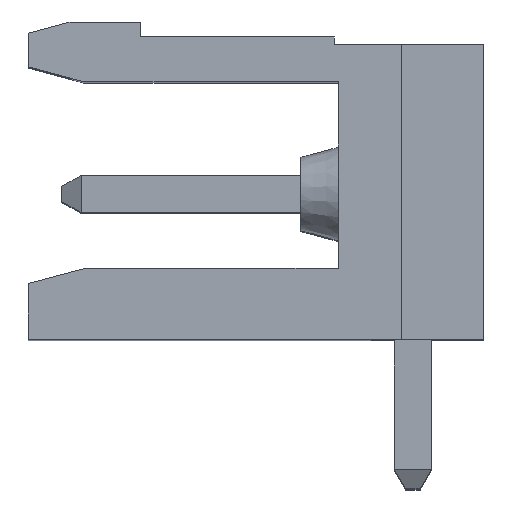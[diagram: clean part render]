
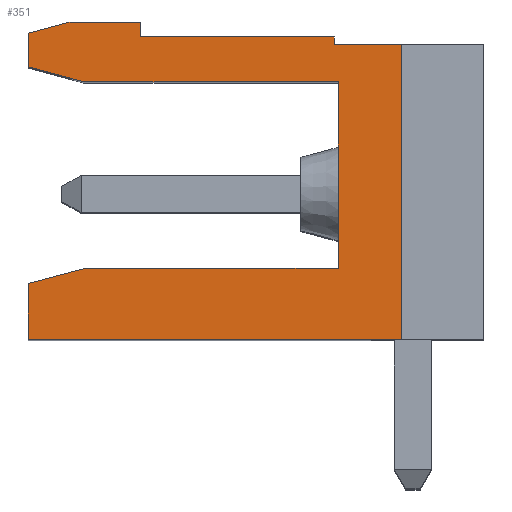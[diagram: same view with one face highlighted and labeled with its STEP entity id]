
A CAD part, top view. The second image highlights one B-rep face of the part: STEP entity #351.
In plain terms, the highlighted planar face has unit normal (0, 0, 1).
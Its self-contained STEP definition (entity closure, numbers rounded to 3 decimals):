
#351 = ADVANCED_FACE( '', ( #878 ), #879, .T. );
#878 = FACE_OUTER_BOUND( '', #1592, .T. );
#879 = PLANE( '', #1593 );
#1592 = EDGE_LOOP( '', ( #2601, #2602, #2603, #2604, #2605, #2606, #2607, #2608, #2609, #2610, #2611, #2612, #2613, #2614, #2615 ) );
#1593 = AXIS2_PLACEMENT_3D( '', #2616, #2617, #2618 );
#2601 = ORIENTED_EDGE( '', *, *, #4462, .F. );
#2602 = ORIENTED_EDGE( '', *, *, #4532, .F. );
#2603 = ORIENTED_EDGE( '', *, *, #4533, .F. );
#2604 = ORIENTED_EDGE( '', *, *, #4534, .F. );
#2605 = ORIENTED_EDGE( '', *, *, #4535, .F. );
#2606 = ORIENTED_EDGE( '', *, *, #4536, .T. );
#2607 = ORIENTED_EDGE( '', *, *, #4537, .F. );
#2608 = ORIENTED_EDGE( '', *, *, #4538, .F. );
#2609 = ORIENTED_EDGE( '', *, *, #4539, .F. );
#2610 = ORIENTED_EDGE( '', *, *, #4349, .F. );
#2611 = ORIENTED_EDGE( '', *, *, #4443, .F. );
#2612 = ORIENTED_EDGE( '', *, *, #4540, .T. );
#2613 = ORIENTED_EDGE( '', *, *, #4291, .T. );
#2614 = ORIENTED_EDGE( '', *, *, #4541, .T. );
#2615 = ORIENTED_EDGE( '', *, *, #4396, .T. );
#2616 = CARTESIAN_POINT( '', ( 194.225, 203.51, 66.04 ) );
#2617 = DIRECTION( '', ( 0., 0., 1. ) );
#2618 = DIRECTION( '', ( 1., 0., 0. ) );
#4291 = EDGE_CURVE( '', #5110, #5147, #5149, .T. );
#4349 = EDGE_CURVE( '', #5250, #5252, #5253, .T. );
#4396 = EDGE_CURVE( '', #5330, #5331, #5332, .T. );
#4443 = EDGE_CURVE( '', #5409, #5250, #5411, .T. );
#4462 = EDGE_CURVE( '', #5438, #5331, #5440, .T. );
#4532 = EDGE_CURVE( '', #5556, #5438, #5557, .T. );
#4533 = EDGE_CURVE( '', #5558, #5556, #5559, .T. );
#4534 = EDGE_CURVE( '', #5560, #5558, #5561, .T. );
#4535 = EDGE_CURVE( '', #5562, #5560, #5563, .T. );
#4536 = EDGE_CURVE( '', #5562, #5564, #5565, .T. );
#4537 = EDGE_CURVE( '', #5566, #5564, #5567, .T. );
#4538 = EDGE_CURVE( '', #5568, #5566, #5569, .T. );
#4539 = EDGE_CURVE( '', #5252, #5568, #5570, .T. );
#4540 = EDGE_CURVE( '', #5409, #5110, #5571, .T. );
#4541 = EDGE_CURVE( '', #5147, #5330, #5572, .T. );
#5110 = VERTEX_POINT( '', #6330 );
#5147 = VERTEX_POINT( '', #6385 );
#5149 = LINE( '', #6388, #6389 );
#5250 = VERTEX_POINT( '', #6531 );
#5252 = VERTEX_POINT( '', #6534 );
#5253 = LINE( '', #6535, #6536 );
#5330 = VERTEX_POINT( '', #6648 );
#5331 = VERTEX_POINT( '', #6649 );
#5332 = LINE( '', #6650, #6651 );
#5409 = VERTEX_POINT( '', #6761 );
#5411 = LINE( '', #6764, #6765 );
#5438 = VERTEX_POINT( '', #6803 );
#5440 = LINE( '', #6806, #6807 );
#5556 = VERTEX_POINT( '', #6981 );
#5557 = LINE( '', #6982, #6983 );
#5558 = VERTEX_POINT( '', #6984 );
#5559 = LINE( '', #6985, #6986 );
#5560 = VERTEX_POINT( '', #6987 );
#5561 = LINE( '', #6988, #6989 );
#5562 = VERTEX_POINT( '', #6990 );
#5563 = LINE( '', #6991, #6992 );
#5564 = VERTEX_POINT( '', #6993 );
#5565 = LINE( '', #6994, #6995 );
#5566 = VERTEX_POINT( '', #6996 );
#5567 = LINE( '', #6997, #6998 );
#5568 = VERTEX_POINT( '', #6999 );
#5569 = LINE( '', #7000, #7001 );
#5570 = LINE( '', #7002, #7003 );
#5571 = LINE( '', #7004, #7005 );
#5572 = LINE( '', #7006, #7007 );
#6330 = CARTESIAN_POINT( '', ( 197.225, 204.71, 66.04 ) );
#6385 = CARTESIAN_POINT( '', ( 195.345, 204.71, 66.04 ) );
#6388 = CARTESIAN_POINT( '', ( 195.718, 204.71, 66.04 ) );
#6389 = VECTOR( '', #8097, 1000. );
#6531 = CARTESIAN_POINT( '', ( 202.425, 204.31, 66.04 ) );
#6534 = CARTESIAN_POINT( '', ( 202.425, 204.11, 66.04 ) );
#6535 = CARTESIAN_POINT( '', ( 202.425, 204.11, 66.04 ) );
#6536 = VECTOR( '', #8152, 1000. );
#6648 = CARTESIAN_POINT( '', ( 194.225, 204.41, 66.04 ) );
#6649 = CARTESIAN_POINT( '', ( 194.225, 203.51, 66.04 ) );
#6650 = CARTESIAN_POINT( '', ( 194.225, 204.31, 66.04 ) );
#6651 = VECTOR( '', #8194, 1000. );
#6761 = CARTESIAN_POINT( '', ( 197.225, 204.31, 66.04 ) );
#6764 = CARTESIAN_POINT( '', ( 202.425, 204.31, 66.04 ) );
#6765 = VECTOR( '', #8238, 1000. );
#6803 = CARTESIAN_POINT( '', ( 195.718, 203.11, 66.04 ) );
#6806 = CARTESIAN_POINT( '', ( 195.718, 203.11, 66.04 ) );
#6807 = VECTOR( '', #8254, 1000. );
#6981 = CARTESIAN_POINT( '', ( 202.525, 203.11, 66.04 ) );
#6982 = CARTESIAN_POINT( '', ( 202.525, 203.11, 66.04 ) );
#6983 = VECTOR( '', #8313, 1000. );
#6984 = CARTESIAN_POINT( '', ( 202.525, 198.11, 66.04 ) );
#6985 = CARTESIAN_POINT( '', ( 202.525, 198.11, 66.04 ) );
#6986 = VECTOR( '', #8314, 1000. );
#6987 = CARTESIAN_POINT( '', ( 195.725, 198.11, 66.04 ) );
#6988 = CARTESIAN_POINT( '', ( 195.725, 198.11, 66.04 ) );
#6989 = VECTOR( '', #8315, 1000. );
#6990 = CARTESIAN_POINT( '', ( 194.225, 197.708, 66.04 ) );
#6991 = CARTESIAN_POINT( '', ( 194.225, 197.708, 66.04 ) );
#6992 = VECTOR( '', #8316, 1000. );
#6993 = CARTESIAN_POINT( '', ( 194.225, 196.21, 66.04 ) );
#6994 = CARTESIAN_POINT( '', ( 194.225, 204.31, 66.04 ) );
#6995 = VECTOR( '', #8317, 1000. );
#6996 = CARTESIAN_POINT( '', ( 204.225, 196.21, 66.04 ) );
#6997 = CARTESIAN_POINT( '', ( 194.225, 196.21, 66.04 ) );
#6998 = VECTOR( '', #8318, 1000. );
#6999 = CARTESIAN_POINT( '', ( 204.225, 204.11, 66.04 ) );
#7000 = CARTESIAN_POINT( '', ( 204.225, 204.11, 66.04 ) );
#7001 = VECTOR( '', #8319, 1000. );
#7002 = CARTESIAN_POINT( '', ( 206.425, 204.11, 66.04 ) );
#7003 = VECTOR( '', #8320, 1000. );
#7004 = CARTESIAN_POINT( '', ( 197.225, 204.81, 66.04 ) );
#7005 = VECTOR( '', #8321, 1000. );
#7006 = CARTESIAN_POINT( '', ( 194.225, 204.41, 66.04 ) );
#7007 = VECTOR( '', #8322, 1000. );
#8097 = DIRECTION( '', ( -1., 0., 0. ) );
#8152 = DIRECTION( '', ( 0., -1., 0. ) );
#8194 = DIRECTION( '', ( 0., -1., 0. ) );
#8238 = DIRECTION( '', ( 1., 0., 0. ) );
#8254 = DIRECTION( '', ( -0.966, 0.259, 0. ) );
#8313 = DIRECTION( '', ( -1., 0., 0. ) );
#8314 = DIRECTION( '', ( 0., 1., 0. ) );
#8315 = DIRECTION( '', ( 1., 0., 0. ) );
#8316 = DIRECTION( '', ( 0.966, 0.259, 0. ) );
#8317 = DIRECTION( '', ( 0., -1., 0. ) );
#8318 = DIRECTION( '', ( -1., 0., 0. ) );
#8319 = DIRECTION( '', ( 0., -1., 0. ) );
#8320 = DIRECTION( '', ( 1., 0., 0. ) );
#8321 = DIRECTION( '', ( 0., 1., 0. ) );
#8322 = DIRECTION( '', ( -0.966, -0.259, 0. ) );
